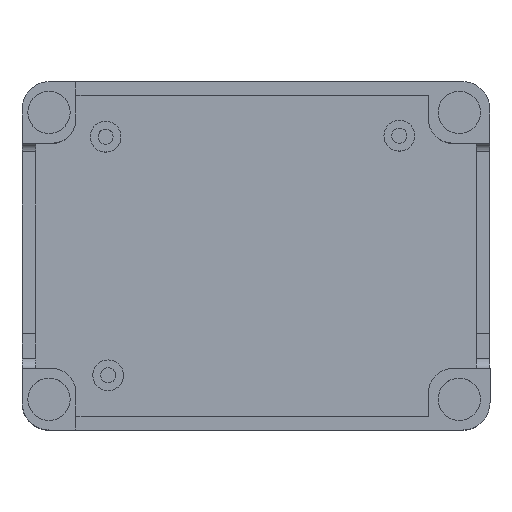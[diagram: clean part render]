
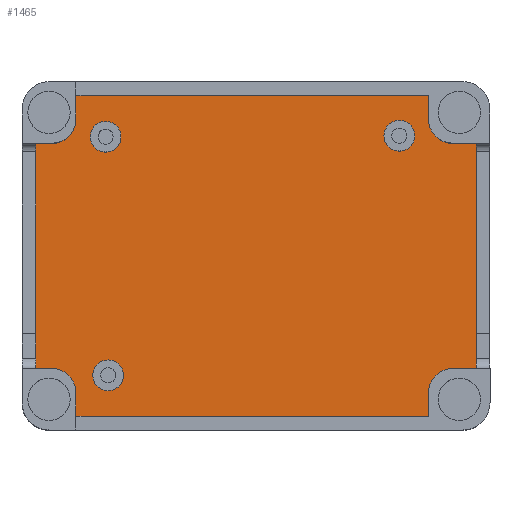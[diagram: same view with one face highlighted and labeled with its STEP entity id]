
A CAD part, top view. The second image highlights one B-rep face of the part: STEP entity #1465.
In plain terms, the highlighted planar face has unit normal (0, 0, 1).
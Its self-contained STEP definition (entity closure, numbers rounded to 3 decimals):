
#25=FACE_BOUND('',#218,.T.);
#26=FACE_BOUND('',#219,.T.);
#27=FACE_BOUND('',#220,.T.);
#58=PLANE('',#1595);
#129=FACE_OUTER_BOUND('',#217,.T.);
#217=EDGE_LOOP('',(#1150,#1151,#1152,#1153,#1154,#1155,#1156,#1157,#1158,
#1159,#1160,#1161,#1162,#1163,#1164,#1165,#1166,#1167));
#218=EDGE_LOOP('',(#1168));
#219=EDGE_LOOP('',(#1169));
#220=EDGE_LOOP('',(#1170));
#283=LINE('',#2159,#438);
#312=LINE('',#2230,#467);
#335=LINE('',#2294,#490);
#336=LINE('',#2296,#491);
#343=LINE('',#2311,#498);
#349=LINE('',#2325,#504);
#357=LINE('',#2340,#512);
#358=LINE('',#2343,#513);
#359=LINE('',#2345,#514);
#360=LINE('',#2349,#515);
#361=LINE('',#2351,#516);
#362=LINE('',#2352,#517);
#363=LINE('',#2354,#518);
#364=LINE('',#2356,#519);
#438=VECTOR('',#1725,10.);
#467=VECTOR('',#1784,10.);
#490=VECTOR('',#1841,10.);
#491=VECTOR('',#1842,10.);
#498=VECTOR('',#1851,10.);
#504=VECTOR('',#1867,10.);
#512=VECTOR('',#1885,10.);
#513=VECTOR('',#1888,10.);
#514=VECTOR('',#1889,10.);
#515=VECTOR('',#1892,10.);
#516=VECTOR('',#1893,10.);
#517=VECTOR('',#1894,10.);
#518=VECTOR('',#1895,10.);
#519=VECTOR('',#1898,10.);
#609=CIRCLE('',#1586,3.5);
#611=CIRCLE('',#1593,3.5);
#612=CIRCLE('',#1596,3.5);
#613=CIRCLE('',#1597,3.5);
#614=CIRCLE('',#1598,2.25);
#615=CIRCLE('',#1599,2.25);
#616=CIRCLE('',#1600,2.25);
#652=VERTEX_POINT('',#2156);
#653=VERTEX_POINT('',#2158);
#679=VERTEX_POINT('',#2227);
#680=VERTEX_POINT('',#2229);
#694=VERTEX_POINT('',#2271);
#703=VERTEX_POINT('',#2291);
#704=VERTEX_POINT('',#2293);
#705=VERTEX_POINT('',#2295);
#711=VERTEX_POINT('',#2308);
#712=VERTEX_POINT('',#2310);
#714=VERTEX_POINT('',#2318);
#717=VERTEX_POINT('',#2336);
#718=VERTEX_POINT('',#2342);
#719=VERTEX_POINT('',#2344);
#720=VERTEX_POINT('',#2346);
#721=VERTEX_POINT('',#2348);
#722=VERTEX_POINT('',#2350);
#723=VERTEX_POINT('',#2353);
#724=VERTEX_POINT('',#2357);
#725=VERTEX_POINT('',#2359);
#726=VERTEX_POINT('',#2361);
#794=EDGE_CURVE('',#653,#652,#283,.T.);
#829=EDGE_CURVE('',#680,#679,#312,.T.);
#860=EDGE_CURVE('',#704,#703,#335,.T.);
#861=EDGE_CURVE('',#705,#704,#336,.T.);
#868=EDGE_CURVE('',#712,#711,#343,.T.);
#870=EDGE_CURVE('',#703,#712,#609,.T.);
#876=EDGE_CURVE('',#714,#705,#349,.T.);
#883=EDGE_CURVE('',#679,#717,#611,.T.);
#885=EDGE_CURVE('',#717,#714,#357,.T.);
#886=EDGE_CURVE('',#711,#718,#358,.T.);
#887=EDGE_CURVE('',#718,#719,#359,.T.);
#888=EDGE_CURVE('',#719,#720,#612,.T.);
#889=EDGE_CURVE('',#720,#721,#360,.T.);
#890=EDGE_CURVE('',#721,#722,#361,.T.);
#891=EDGE_CURVE('',#722,#694,#362,.T.);
#892=EDGE_CURVE('',#694,#723,#363,.T.);
#893=EDGE_CURVE('',#723,#653,#613,.T.);
#894=EDGE_CURVE('',#652,#680,#364,.T.);
#895=EDGE_CURVE('',#724,#724,#614,.T.);
#896=EDGE_CURVE('',#725,#725,#615,.T.);
#897=EDGE_CURVE('',#726,#726,#616,.T.);
#1150=ORIENTED_EDGE('',*,*,#829,.T.);
#1151=ORIENTED_EDGE('',*,*,#883,.T.);
#1152=ORIENTED_EDGE('',*,*,#885,.T.);
#1153=ORIENTED_EDGE('',*,*,#876,.T.);
#1154=ORIENTED_EDGE('',*,*,#861,.T.);
#1155=ORIENTED_EDGE('',*,*,#860,.T.);
#1156=ORIENTED_EDGE('',*,*,#870,.T.);
#1157=ORIENTED_EDGE('',*,*,#868,.T.);
#1158=ORIENTED_EDGE('',*,*,#886,.T.);
#1159=ORIENTED_EDGE('',*,*,#887,.T.);
#1160=ORIENTED_EDGE('',*,*,#888,.T.);
#1161=ORIENTED_EDGE('',*,*,#889,.T.);
#1162=ORIENTED_EDGE('',*,*,#890,.T.);
#1163=ORIENTED_EDGE('',*,*,#891,.T.);
#1164=ORIENTED_EDGE('',*,*,#892,.T.);
#1165=ORIENTED_EDGE('',*,*,#893,.T.);
#1166=ORIENTED_EDGE('',*,*,#794,.T.);
#1167=ORIENTED_EDGE('',*,*,#894,.T.);
#1168=ORIENTED_EDGE('',*,*,#895,.T.);
#1169=ORIENTED_EDGE('',*,*,#896,.T.);
#1170=ORIENTED_EDGE('',*,*,#897,.T.);
#1465=ADVANCED_FACE('',(#129,#25,#26,#27),#58,.T.);
#1586=AXIS2_PLACEMENT_3D('',#2314,#1855,#1856);
#1593=AXIS2_PLACEMENT_3D('',#2337,#1880,#1881);
#1595=AXIS2_PLACEMENT_3D('',#2341,#1886,#1887);
#1596=AXIS2_PLACEMENT_3D('',#2347,#1890,#1891);
#1597=AXIS2_PLACEMENT_3D('',#2355,#1896,#1897);
#1598=AXIS2_PLACEMENT_3D('',#2358,#1899,#1900);
#1599=AXIS2_PLACEMENT_3D('',#2360,#1901,#1902);
#1600=AXIS2_PLACEMENT_3D('',#2362,#1903,#1904);
#1725=DIRECTION('',(-1.,0.,0.));
#1784=DIRECTION('',(1.,0.,0.));
#1841=DIRECTION('',(0.,1.,0.));
#1842=DIRECTION('',(0.,1.,0.));
#1851=DIRECTION('',(1.,0.,0.));
#1855=DIRECTION('center_axis',(0.,0.,-1.));
#1856=DIRECTION('ref_axis',(0.,1.,0.));
#1867=DIRECTION('',(1.,0.,0.));
#1880=DIRECTION('center_axis',(0.,0.,-1.));
#1881=DIRECTION('ref_axis',(1.,0.,0.));
#1885=DIRECTION('',(0.,-1.,0.));
#1886=DIRECTION('center_axis',(0.,0.,1.));
#1887=DIRECTION('ref_axis',(1.,0.,0.));
#1888=DIRECTION('',(0.,1.,0.));
#1889=DIRECTION('',(-1.,0.,0.));
#1890=DIRECTION('center_axis',(0.,0.,-1.));
#1891=DIRECTION('ref_axis',(-1.,0.,0.));
#1892=DIRECTION('',(0.,1.,0.));
#1893=DIRECTION('',(0.,1.,0.));
#1894=DIRECTION('',(-1.,0.,0.));
#1895=DIRECTION('',(0.,-1.,0.));
#1896=DIRECTION('center_axis',(0.,0.,-1.));
#1897=DIRECTION('ref_axis',(0.,-1.,0.));
#1898=DIRECTION('',(0.,-1.,0.));
#1899=DIRECTION('center_axis',(0.,0.,-1.));
#1900=DIRECTION('ref_axis',(-1.,0.,0.));
#1901=DIRECTION('center_axis',(0.,0.,-1.));
#1902=DIRECTION('ref_axis',(-1.,0.,0.));
#1903=DIRECTION('center_axis',(0.,0.,-1.));
#1904=DIRECTION('ref_axis',(-1.,0.,0.));
#2156=CARTESIAN_POINT('',(-31.882,16.152,-2.44));
#2158=CARTESIAN_POINT('',(-29.482,16.152,-2.44));
#2159=CARTESIAN_POINT('',(-15.757,16.152,-2.44));
#2227=CARTESIAN_POINT('',(-29.482,-16.848,-2.44));
#2229=CARTESIAN_POINT('',(-31.882,-16.848,-2.44));
#2230=CARTESIAN_POINT('',(-14.557,-16.848,-2.44));
#2271=CARTESIAN_POINT('',(-25.982,23.152,-2.44));
#2291=CARTESIAN_POINT('',(25.618,-20.348,-2.44));
#2293=CARTESIAN_POINT('',(25.618,-20.848,-2.44));
#2294=CARTESIAN_POINT('',(25.618,-10.348,-2.44));
#2295=CARTESIAN_POINT('',(25.618,-23.848,-2.44));
#2296=CARTESIAN_POINT('',(25.618,-10.348,-2.44));
#2308=CARTESIAN_POINT('',(32.618,-16.848,-2.44));
#2310=CARTESIAN_POINT('',(29.118,-16.848,-2.44));
#2311=CARTESIAN_POINT('',(16.493,-16.848,-2.44));
#2314=CARTESIAN_POINT('Origin',(29.118,-20.348,-2.44));
#2318=CARTESIAN_POINT('',(-25.982,-23.848,-2.44));
#2325=CARTESIAN_POINT('',(12.993,-23.848,-2.44));
#2336=CARTESIAN_POINT('',(-25.982,-20.348,-2.44));
#2337=CARTESIAN_POINT('Origin',(-29.482,-20.348,-2.44));
#2340=CARTESIAN_POINT('',(-25.982,-12.098,-2.44));
#2341=CARTESIAN_POINT('Origin',(0.368,-0.348,-2.44));
#2342=CARTESIAN_POINT('',(32.618,16.152,-2.44));
#2343=CARTESIAN_POINT('',(32.618,7.902,-2.44));
#2344=CARTESIAN_POINT('',(29.118,16.152,-2.44));
#2345=CARTESIAN_POINT('',(14.743,16.152,-2.44));
#2346=CARTESIAN_POINT('',(25.618,19.652,-2.44));
#2347=CARTESIAN_POINT('Origin',(29.118,19.652,-2.44));
#2348=CARTESIAN_POINT('',(25.618,20.152,-2.44));
#2349=CARTESIAN_POINT('',(25.618,11.402,-2.44));
#2350=CARTESIAN_POINT('',(25.618,23.152,-2.44));
#2351=CARTESIAN_POINT('',(25.618,11.402,-2.44));
#2352=CARTESIAN_POINT('',(-12.807,23.152,-2.44));
#2353=CARTESIAN_POINT('',(-25.982,19.652,-2.44));
#2354=CARTESIAN_POINT('',(-25.982,9.652,-2.44));
#2355=CARTESIAN_POINT('Origin',(-29.482,19.652,-2.44));
#2356=CARTESIAN_POINT('',(-31.882,-8.598,-2.44));
#2357=CARTESIAN_POINT('',(-19.4,17.12,-2.44));
#2358=CARTESIAN_POINT('Origin',(-21.65,17.12,-2.44));
#2359=CARTESIAN_POINT('',(-19.02,-17.8,-2.44));
#2360=CARTESIAN_POINT('Origin',(-21.27,-17.8,-2.44));
#2361=CARTESIAN_POINT('',(23.6,17.27,-2.44));
#2362=CARTESIAN_POINT('Origin',(21.35,17.27,-2.44));
